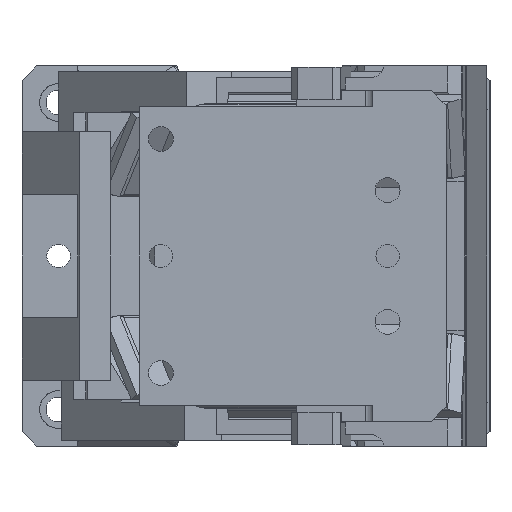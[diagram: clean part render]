
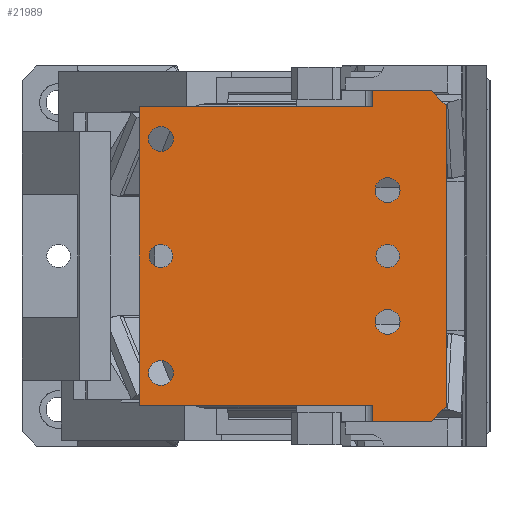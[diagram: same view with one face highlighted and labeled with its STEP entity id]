
A CAD part, front view. The second image highlights one B-rep face of the part: STEP entity #21989.
In plain terms, the highlighted planar face has unit normal (0, -1, 0).
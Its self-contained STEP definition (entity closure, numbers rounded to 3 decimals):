
#21411=CARTESIAN_POINT('Vertex',(-240.,-125.,102.)) ;
#21414=CARTESIAN_POINT('Line Origine',(-160.101,-125.,102.)) ;
#21418=CARTESIAN_POINT('Vertex',(-80.202,-125.,102.)) ;
#21803=CARTESIAN_POINT('Axis2P3D Location',(-240.,-125.,113.)) ;
#21808=CARTESIAN_POINT('Line Origine',(-30.,-125.,0.)) ;
#21812=CARTESIAN_POINT('Vertex',(-30.,-125.,103.)) ;
#21814=CARTESIAN_POINT('Vertex',(-30.,-125.,-103.)) ;
#21817=CARTESIAN_POINT('Line Origine',(-35.,-125.,108.)) ;
#21821=CARTESIAN_POINT('Vertex',(-40.,-125.,113.)) ;
#21824=CARTESIAN_POINT('Line Origine',(-60.101,-125.,113.)) ;
#21828=CARTESIAN_POINT('Vertex',(-80.202,-125.,113.)) ;
#21831=CARTESIAN_POINT('Line Origine',(-80.202,-125.,107.5)) ;
#21836=CARTESIAN_POINT('Line Origine',(-240.,-125.,0.)) ;
#21840=CARTESIAN_POINT('Vertex',(-240.,-125.,-102.)) ;
#21843=CARTESIAN_POINT('Line Origine',(-160.101,-125.,-102.)) ;
#21847=CARTESIAN_POINT('Vertex',(-80.202,-125.,-102.)) ;
#21850=CARTESIAN_POINT('Line Origine',(-80.202,-125.,-107.5)) ;
#21854=CARTESIAN_POINT('Vertex',(-80.202,-125.,-113.)) ;
#21857=CARTESIAN_POINT('Line Origine',(-60.101,-125.,-113.)) ;
#21861=CARTESIAN_POINT('Vertex',(-40.,-125.,-113.)) ;
#21864=CARTESIAN_POINT('Line Origine',(-35.,-125.,-108.)) ;
#21881=CARTESIAN_POINT('Axis2P3D Location',(-225.,-125.,0.)) ;
#21885=CARTESIAN_POINT('Vertex',(-225.,-125.,-8.)) ;
#21887=CARTESIAN_POINT('Vertex',(-225.,-125.,8.)) ;
#21890=CARTESIAN_POINT('Axis2P3D Location',(-225.,-125.,0.)) ;
#21899=CARTESIAN_POINT('Axis2P3D Location',(-70.,-125.,0.)) ;
#21903=CARTESIAN_POINT('Vertex',(-70.,-125.,-8.)) ;
#21905=CARTESIAN_POINT('Vertex',(-70.,-125.,8.)) ;
#21908=CARTESIAN_POINT('Axis2P3D Location',(-70.,-125.,0.)) ;
#21917=CARTESIAN_POINT('Axis2P3D Location',(-225.,-125.,-80.)) ;
#21921=CARTESIAN_POINT('Vertex',(-225.,-125.,-71.5)) ;
#21923=CARTESIAN_POINT('Vertex',(-225.,-125.,-88.5)) ;
#21926=CARTESIAN_POINT('Axis2P3D Location',(-225.,-125.,-80.)) ;
#21935=CARTESIAN_POINT('Axis2P3D Location',(-225.,-125.,80.)) ;
#21939=CARTESIAN_POINT('Vertex',(-225.,-125.,88.5)) ;
#21941=CARTESIAN_POINT('Vertex',(-225.,-125.,71.5)) ;
#21944=CARTESIAN_POINT('Axis2P3D Location',(-225.,-125.,80.)) ;
#21953=CARTESIAN_POINT('Axis2P3D Location',(-70.,-125.,-45.)) ;
#21957=CARTESIAN_POINT('Vertex',(-70.,-125.,-36.5)) ;
#21959=CARTESIAN_POINT('Vertex',(-70.,-125.,-53.5)) ;
#21962=CARTESIAN_POINT('Axis2P3D Location',(-70.,-125.,-45.)) ;
#21971=CARTESIAN_POINT('Axis2P3D Location',(-70.,-125.,45.)) ;
#21975=CARTESIAN_POINT('Vertex',(-70.,-125.,53.5)) ;
#21977=CARTESIAN_POINT('Vertex',(-70.,-125.,36.5)) ;
#21980=CARTESIAN_POINT('Axis2P3D Location',(-70.,-125.,45.)) ;
#21415=DIRECTION('Vector Direction',(1.,0.,0.)) ;
#21804=DIRECTION('Axis2P3D Direction',(0.,1.,0.)) ;
#21805=DIRECTION('Axis2P3D XDirection',(0.,0.,1.)) ;
#21809=DIRECTION('Vector Direction',(0.,0.,-1.)) ;
#21818=DIRECTION('Vector Direction',(-0.707,0.,0.707)) ;
#21825=DIRECTION('Vector Direction',(1.,0.,0.)) ;
#21832=DIRECTION('Vector Direction',(0.,0.,1.)) ;
#21837=DIRECTION('Vector Direction',(0.,0.,-1.)) ;
#21844=DIRECTION('Vector Direction',(-1.,0.,0.)) ;
#21851=DIRECTION('Vector Direction',(0.,0.,-1.)) ;
#21858=DIRECTION('Vector Direction',(1.,0.,0.)) ;
#21865=DIRECTION('Vector Direction',(0.707,0.,0.707)) ;
#21882=DIRECTION('Axis2P3D Direction',(0.,1.,0.)) ;
#21891=DIRECTION('Axis2P3D Direction',(0.,1.,0.)) ;
#21900=DIRECTION('Axis2P3D Direction',(0.,1.,0.)) ;
#21909=DIRECTION('Axis2P3D Direction',(0.,1.,0.)) ;
#21918=DIRECTION('Axis2P3D Direction',(0.,1.,0.)) ;
#21927=DIRECTION('Axis2P3D Direction',(0.,1.,0.)) ;
#21936=DIRECTION('Axis2P3D Direction',(0.,1.,0.)) ;
#21945=DIRECTION('Axis2P3D Direction',(0.,1.,0.)) ;
#21954=DIRECTION('Axis2P3D Direction',(0.,1.,0.)) ;
#21963=DIRECTION('Axis2P3D Direction',(0.,1.,0.)) ;
#21972=DIRECTION('Axis2P3D Direction',(0.,1.,0.)) ;
#21981=DIRECTION('Axis2P3D Direction',(0.,1.,0.)) ;
#21806=AXIS2_PLACEMENT_3D('Plane Axis2P3D',#21803,#21804,#21805) ;
#21883=AXIS2_PLACEMENT_3D('Circle Axis2P3D',#21881,#21882,$) ;
#21892=AXIS2_PLACEMENT_3D('Circle Axis2P3D',#21890,#21891,$) ;
#21901=AXIS2_PLACEMENT_3D('Circle Axis2P3D',#21899,#21900,$) ;
#21910=AXIS2_PLACEMENT_3D('Circle Axis2P3D',#21908,#21909,$) ;
#21919=AXIS2_PLACEMENT_3D('Circle Axis2P3D',#21917,#21918,$) ;
#21928=AXIS2_PLACEMENT_3D('Circle Axis2P3D',#21926,#21927,$) ;
#21937=AXIS2_PLACEMENT_3D('Circle Axis2P3D',#21935,#21936,$) ;
#21946=AXIS2_PLACEMENT_3D('Circle Axis2P3D',#21944,#21945,$) ;
#21955=AXIS2_PLACEMENT_3D('Circle Axis2P3D',#21953,#21954,$) ;
#21964=AXIS2_PLACEMENT_3D('Circle Axis2P3D',#21962,#21963,$) ;
#21973=AXIS2_PLACEMENT_3D('Circle Axis2P3D',#21971,#21972,$) ;
#21982=AXIS2_PLACEMENT_3D('Circle Axis2P3D',#21980,#21981,$) ;
#21870=ORIENTED_EDGE('',*,*,#21816,.F.) ;
#21871=ORIENTED_EDGE('',*,*,#21823,.T.) ;
#21872=ORIENTED_EDGE('',*,*,#21830,.F.) ;
#21873=ORIENTED_EDGE('',*,*,#21835,.F.) ;
#21874=ORIENTED_EDGE('',*,*,#21420,.F.) ;
#21875=ORIENTED_EDGE('',*,*,#21842,.T.) ;
#21876=ORIENTED_EDGE('',*,*,#21849,.F.) ;
#21877=ORIENTED_EDGE('',*,*,#21856,.T.) ;
#21878=ORIENTED_EDGE('',*,*,#21863,.T.) ;
#21879=ORIENTED_EDGE('',*,*,#21868,.T.) ;
#21896=ORIENTED_EDGE('',*,*,#21889,.T.) ;
#21897=ORIENTED_EDGE('',*,*,#21894,.T.) ;
#21914=ORIENTED_EDGE('',*,*,#21907,.T.) ;
#21915=ORIENTED_EDGE('',*,*,#21912,.T.) ;
#21932=ORIENTED_EDGE('',*,*,#21925,.T.) ;
#21933=ORIENTED_EDGE('',*,*,#21930,.T.) ;
#21950=ORIENTED_EDGE('',*,*,#21943,.T.) ;
#21951=ORIENTED_EDGE('',*,*,#21948,.T.) ;
#21968=ORIENTED_EDGE('',*,*,#21961,.T.) ;
#21969=ORIENTED_EDGE('',*,*,#21966,.T.) ;
#21986=ORIENTED_EDGE('',*,*,#21979,.T.) ;
#21987=ORIENTED_EDGE('',*,*,#21984,.T.) ;
#21898=FACE_BOUND('',#21895,.T.) ;
#21916=FACE_BOUND('',#21913,.T.) ;
#21934=FACE_BOUND('',#21931,.T.) ;
#21952=FACE_BOUND('',#21949,.T.) ;
#21970=FACE_BOUND('',#21967,.T.) ;
#21988=FACE_BOUND('',#21985,.T.) ;
#21416=VECTOR('Line Direction',#21415,1.) ;
#21810=VECTOR('Line Direction',#21809,1.) ;
#21819=VECTOR('Line Direction',#21818,1.) ;
#21826=VECTOR('Line Direction',#21825,1.) ;
#21833=VECTOR('Line Direction',#21832,1.) ;
#21838=VECTOR('Line Direction',#21837,1.) ;
#21845=VECTOR('Line Direction',#21844,1.) ;
#21852=VECTOR('Line Direction',#21851,1.) ;
#21859=VECTOR('Line Direction',#21858,1.) ;
#21866=VECTOR('Line Direction',#21865,1.) ;
#21989=ADVANCED_FACE('CAM DRIVER',(#21880,#21898,#21916,#21934,#21952,#21970,#21988),#21807,.F.) ;
#21884=CIRCLE('generated circle',#21883,8.) ;
#21893=CIRCLE('generated circle',#21892,8.) ;
#21902=CIRCLE('generated circle',#21901,8.) ;
#21911=CIRCLE('generated circle',#21910,8.) ;
#21920=CIRCLE('generated circle',#21919,8.5) ;
#21929=CIRCLE('generated circle',#21928,8.5) ;
#21938=CIRCLE('generated circle',#21937,8.5) ;
#21947=CIRCLE('generated circle',#21946,8.5) ;
#21956=CIRCLE('generated circle',#21955,8.5) ;
#21965=CIRCLE('generated circle',#21964,8.5) ;
#21974=CIRCLE('generated circle',#21973,8.5) ;
#21983=CIRCLE('generated circle',#21982,8.5) ;
#21420=EDGE_CURVE('',#21412,#21419,#21417,.T.) ;
#21816=EDGE_CURVE('',#21813,#21815,#21811,.T.) ;
#21823=EDGE_CURVE('',#21813,#21822,#21820,.T.) ;
#21830=EDGE_CURVE('',#21829,#21822,#21827,.T.) ;
#21835=EDGE_CURVE('',#21419,#21829,#21834,.T.) ;
#21842=EDGE_CURVE('',#21412,#21841,#21839,.T.) ;
#21849=EDGE_CURVE('',#21848,#21841,#21846,.T.) ;
#21856=EDGE_CURVE('',#21848,#21855,#21853,.T.) ;
#21863=EDGE_CURVE('',#21855,#21862,#21860,.T.) ;
#21868=EDGE_CURVE('',#21862,#21815,#21867,.T.) ;
#21889=EDGE_CURVE('',#21886,#21888,#21884,.T.) ;
#21894=EDGE_CURVE('',#21888,#21886,#21893,.T.) ;
#21907=EDGE_CURVE('',#21904,#21906,#21902,.T.) ;
#21912=EDGE_CURVE('',#21906,#21904,#21911,.T.) ;
#21925=EDGE_CURVE('',#21922,#21924,#21920,.T.) ;
#21930=EDGE_CURVE('',#21924,#21922,#21929,.T.) ;
#21943=EDGE_CURVE('',#21940,#21942,#21938,.T.) ;
#21948=EDGE_CURVE('',#21942,#21940,#21947,.T.) ;
#21961=EDGE_CURVE('',#21958,#21960,#21956,.T.) ;
#21966=EDGE_CURVE('',#21960,#21958,#21965,.T.) ;
#21979=EDGE_CURVE('',#21976,#21978,#21974,.T.) ;
#21984=EDGE_CURVE('',#21978,#21976,#21983,.T.) ;
#21869=EDGE_LOOP('',(#21870,#21871,#21872,#21873,#21874,#21875,#21876,#21877,#21878,#21879)) ;
#21895=EDGE_LOOP('',(#21896,#21897)) ;
#21913=EDGE_LOOP('',(#21914,#21915)) ;
#21931=EDGE_LOOP('',(#21932,#21933)) ;
#21949=EDGE_LOOP('',(#21950,#21951)) ;
#21967=EDGE_LOOP('',(#21968,#21969)) ;
#21985=EDGE_LOOP('',(#21986,#21987)) ;
#21880=FACE_OUTER_BOUND('',#21869,.T.) ;
#21417=LINE('Line',#21414,#21416) ;
#21811=LINE('Line',#21808,#21810) ;
#21820=LINE('Line',#21817,#21819) ;
#21827=LINE('Line',#21824,#21826) ;
#21834=LINE('Line',#21831,#21833) ;
#21839=LINE('Line',#21836,#21838) ;
#21846=LINE('Line',#21843,#21845) ;
#21853=LINE('Line',#21850,#21852) ;
#21860=LINE('Line',#21857,#21859) ;
#21867=LINE('Line',#21864,#21866) ;
#21807=PLANE('Plane',#21806) ;
#21412=VERTEX_POINT('',#21411) ;
#21419=VERTEX_POINT('',#21418) ;
#21813=VERTEX_POINT('',#21812) ;
#21815=VERTEX_POINT('',#21814) ;
#21822=VERTEX_POINT('',#21821) ;
#21829=VERTEX_POINT('',#21828) ;
#21841=VERTEX_POINT('',#21840) ;
#21848=VERTEX_POINT('',#21847) ;
#21855=VERTEX_POINT('',#21854) ;
#21862=VERTEX_POINT('',#21861) ;
#21886=VERTEX_POINT('',#21885) ;
#21888=VERTEX_POINT('',#21887) ;
#21904=VERTEX_POINT('',#21903) ;
#21906=VERTEX_POINT('',#21905) ;
#21922=VERTEX_POINT('',#21921) ;
#21924=VERTEX_POINT('',#21923) ;
#21940=VERTEX_POINT('',#21939) ;
#21942=VERTEX_POINT('',#21941) ;
#21958=VERTEX_POINT('',#21957) ;
#21960=VERTEX_POINT('',#21959) ;
#21976=VERTEX_POINT('',#21975) ;
#21978=VERTEX_POINT('',#21977) ;
